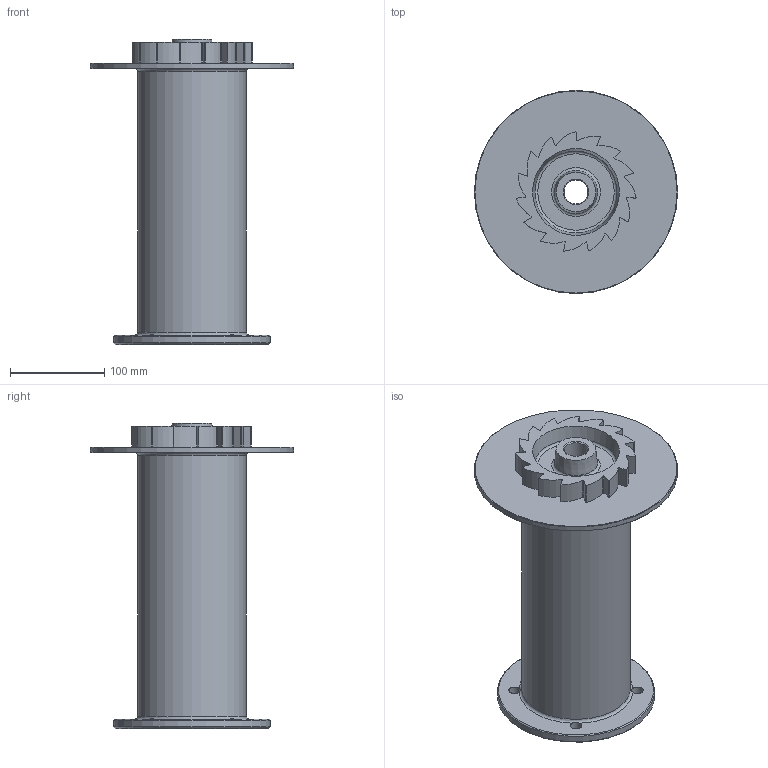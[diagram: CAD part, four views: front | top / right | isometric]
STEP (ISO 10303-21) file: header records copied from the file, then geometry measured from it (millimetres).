
FILE_DESCRIPTION(/* description */ (''),/* implementation_level */ '2;1');
FILE_NAME(/* name */ '1237b6cc-05ba-11ec-9bd3-0a17b33ae929.step',/* time_stamp */ '2021-08-25T15:41:15+00:00',/* author */ (''),/* organization */ (''),/* preprocessor_version */ 'ST-DEVELOPER v18.1',/* originating_system */ 'Autodesk Translation Framework v10.6.0.1341',/* authorisation */ '');
FILE_SCHEMA (('AUTOMOTIVE_DESIGN { 1 0 10303 214 3 1 1 }'));
Length unit declared in the file: centimetre
Products named in the file (1): temp_body
Bounding box: 215 x 215 x 323 mm (x, y, z)
Volume: 1321882.3 mm3; surface area: 313198.6 mm2
Topology: 1 solids, 1 shells, 110 faces, 303 edges, 201 vertices
Faces by surface type: cylinder 62, plane 35, cone 8, torus 5
Full cylindrical faces by diameter (mm): 12 x4, 25 x1, 99 x1, 115 x1, 166 x1, 215 x1
Entity records: 3688 total; most frequent: DIRECTION 681, CARTESIAN_POINT 675, ORIENTED_EDGE 606, EDGE_CURVE 303, AXIS2_PLACEMENT_3D 271, VERTEX_POINT 201, CIRCLE 160, LINE 139
